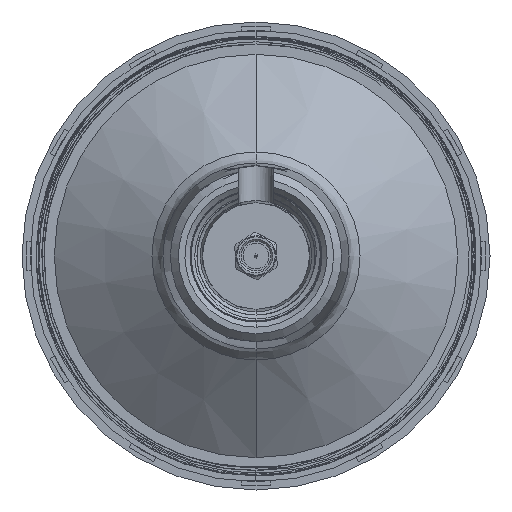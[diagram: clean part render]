
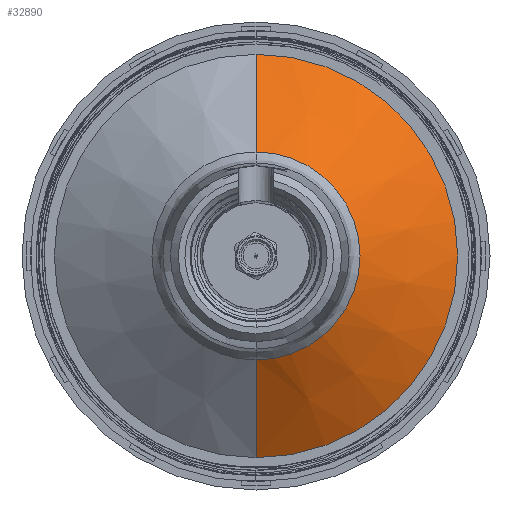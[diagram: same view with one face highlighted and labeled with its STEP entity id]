
A CAD part, front view. The second image highlights one B-rep face of the part: STEP entity #32890.
In plain terms, the highlighted conical face has half-angle 55 degrees and reference radius 39 mm.
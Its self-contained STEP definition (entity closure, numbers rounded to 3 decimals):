
#21 = DIRECTION ( 'NONE',  ( 0., 1., 0. ) ) ;
#813 = DIRECTION ( 'NONE',  ( 0., 0., -1. ) ) ;
#1899 = DIRECTION ( 'NONE',  ( 0., 0.574, -0.819 ) ) ;
#1916 = LINE ( 'NONE', #7565, #6851 ) ;
#2272 = DIRECTION ( 'NONE',  ( 0., 0., 1. ) ) ;
#2456 = ORIENTED_EDGE ( 'NONE', *, *, #30325, .F. ) ;
#2480 = VERTEX_POINT ( 'NONE', #25725 ) ;
#2617 = VERTEX_POINT ( 'NONE', #29616 ) ;
#4650 = CARTESIAN_POINT ( 'NONE',  ( 0., -21.5, 0. ) ) ;
#6851 = VECTOR ( 'NONE', #1899, 1000. ) ;
#6868 = CONICAL_SURFACE ( 'NONE', #12436, 39., 0.96 ) ;
#7565 = CARTESIAN_POINT ( 'NONE',  ( 0., -21.5, -39. ) ) ;
#8941 = CARTESIAN_POINT ( 'NONE',  ( 0., -21.5, 0. ) ) ;
#9710 = ORIENTED_EDGE ( 'NONE', *, *, #18490, .T. ) ;
#9790 = CARTESIAN_POINT ( 'NONE',  ( 0., -21.5, 39. ) ) ;
#10218 = CARTESIAN_POINT ( 'NONE',  ( 0., -21.5, 39. ) ) ;
#11082 = CIRCLE ( 'NONE', #33005, 20.12 ) ;
#11806 = CIRCLE ( 'NONE', #26381, 39. ) ;
#12436 = AXIS2_PLACEMENT_3D ( 'NONE', #8941, #21, #37324 ) ;
#12660 = CARTESIAN_POINT ( 'NONE',  ( 0., -34.72, 0. ) ) ;
#18490 = EDGE_CURVE ( 'NONE', #2617, #2480, #1916, .T. ) ;
#19005 = EDGE_CURVE ( 'NONE', #2480, #23061, #11806, .T. ) ;
#19062 = VERTEX_POINT ( 'NONE', #21139 ) ;
#19193 = LINE ( 'NONE', #10218, #36379 ) ;
#21139 = CARTESIAN_POINT ( 'NONE',  ( 0., -34.72, 20.12 ) ) ;
#21781 = DIRECTION ( 'NONE',  ( 0., 0.574, 0.819 ) ) ;
#22159 = DIRECTION ( 'NONE',  ( 0., -1., 0. ) ) ;
#23061 = VERTEX_POINT ( 'NONE', #9790 ) ;
#24975 = EDGE_CURVE ( 'NONE', #19062, #2617, #11082, .T. ) ;
#25725 = CARTESIAN_POINT ( 'NONE',  ( 0., -21.5, -39. ) ) ;
#26320 = ORIENTED_EDGE ( 'NONE', *, *, #24975, .T. ) ;
#26381 = AXIS2_PLACEMENT_3D ( 'NONE', #4650, #22159, #2272 ) ;
#29616 = CARTESIAN_POINT ( 'NONE',  ( 0., -34.72, -20.12 ) ) ;
#29888 = FACE_OUTER_BOUND ( 'NONE', #31192, .T. ) ;
#30325 = EDGE_CURVE ( 'NONE', #19062, #23061, #19193, .T. ) ;
#31192 = EDGE_LOOP ( 'NONE', ( #26320, #9710, #34856, #2456 ) ) ;
#32837 = DIRECTION ( 'NONE',  ( 0., 1., 0. ) ) ;
#32890 = ADVANCED_FACE ( 'NONE', ( #29888 ), #6868, .T. ) ;
#33005 = AXIS2_PLACEMENT_3D ( 'NONE', #12660, #32837, #813 ) ;
#34856 = ORIENTED_EDGE ( 'NONE', *, *, #19005, .T. ) ;
#36379 = VECTOR ( 'NONE', #21781, 1000. ) ;
#37324 = DIRECTION ( 'NONE',  ( 0., 0., 1. ) ) ;
